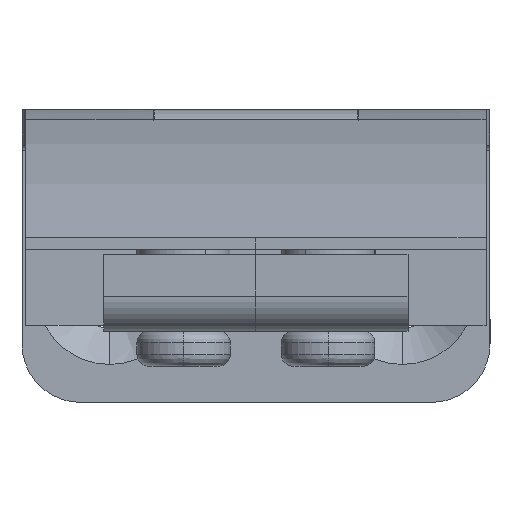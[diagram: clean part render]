
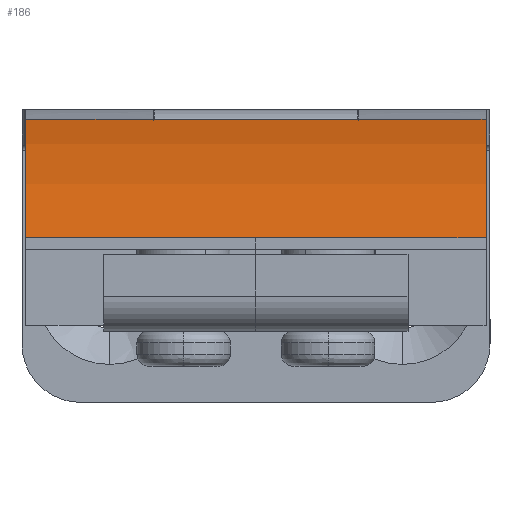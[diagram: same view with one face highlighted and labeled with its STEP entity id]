
A CAD part, left-side view. The second image highlights one B-rep face of the part: STEP entity #186.
In plain terms, the highlighted cylindrical face has radius 90.019 mm (diameter 180.039 mm), a partial arc.
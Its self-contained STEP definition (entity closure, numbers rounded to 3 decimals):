
#186=ADVANCED_FACE('',(#666),#8264,.F.);
#666=FACE_OUTER_BOUND('',#1160,.T.);
#1160=EDGE_LOOP('',(#2164,#2165,#2166,#2167,#2168,#2169,#2170));
#2164=ORIENTED_EDGE('',*,*,#4439,.F.);
#2165=ORIENTED_EDGE('',*,*,#4432,.F.);
#2166=ORIENTED_EDGE('',*,*,#4296,.T.);
#2167=ORIENTED_EDGE('',*,*,#4438,.F.);
#2168=ORIENTED_EDGE('',*,*,#4273,.T.);
#2169=ORIENTED_EDGE('',*,*,#4440,.F.);
#2170=ORIENTED_EDGE('',*,*,#4411,.F.);
#4273=EDGE_CURVE('',#7257,#7253,#6123,.T.);
#4296=EDGE_CURVE('',#7261,#7248,#5561,.T.);
#4411=EDGE_CURVE('',#7332,#7328,#6151,.T.);
#4432=EDGE_CURVE('',#7261,#7323,#5630,.T.);
#4438=EDGE_CURVE('',#7257,#7248,#6537,.T.);
#4439=EDGE_CURVE('',#7323,#7332,#6538,.T.);
#4440=EDGE_CURVE('',#7328,#7253,#6158,.T.);
#5561=B_SPLINE_CURVE_WITH_KNOTS('',1,(#11512,#11513,#11514,#11515),
 .UNSPECIFIED.,.F.,.F.,(2,1,1,2),(19.526,24.95,26.45,39.2),
 .UNSPECIFIED.);
#5630=B_SPLINE_CURVE_WITH_KNOTS('',1,(#11881,#11882,#11883,#11884),
 .UNSPECIFIED.,.F.,.F.,(2,1,1,2),(19.526,24.95,26.45,39.2),
 .UNSPECIFIED.);
#6123=(
BOUNDED_CURVE()
B_SPLINE_CURVE(3,(#11445,#11446,#11447,#11448),.UNSPECIFIED.,.F.,.F.)
B_SPLINE_CURVE_WITH_KNOTS((4,4),(-10.908,0.),.UNSPECIFIED.)
CURVE()
GEOMETRIC_REPRESENTATION_ITEM()
RATIONAL_B_SPLINE_CURVE((1.,1.,1.,1.))
REPRESENTATION_ITEM('')
);
#6151=(
BOUNDED_CURVE()
B_SPLINE_CURVE(3,(#11819,#11820,#11821,#11822),.UNSPECIFIED.,.F.,.F.)
B_SPLINE_CURVE_WITH_KNOTS((4,4),(-10.908,0.),.UNSPECIFIED.)
CURVE()
GEOMETRIC_REPRESENTATION_ITEM()
RATIONAL_B_SPLINE_CURVE((1.,1.,1.,1.))
REPRESENTATION_ITEM('')
);
#6158=(
BOUNDED_CURVE()
B_SPLINE_CURVE(3,(#11905,#11906,#11907,#11908),.UNSPECIFIED.,.F.,.F.)
B_SPLINE_CURVE_WITH_KNOTS((4,4),(10.908,28.439),
 .UNSPECIFIED.)
CURVE()
GEOMETRIC_REPRESENTATION_ITEM()
RATIONAL_B_SPLINE_CURVE((1.,1.,1.,1.))
REPRESENTATION_ITEM('')
);
#6537=TRIMMED_CURVE($,#6887,(#11900),(#11901),.T.,.CARTESIAN.);
#6538=TRIMMED_CURVE($,#6888,(#11903),(#11904),.T.,.CARTESIAN.);
#6887=CIRCLE('',#8725,90.019);
#6888=CIRCLE('',#8726,90.019);
#7248=VERTEX_POINT('',#10877);
#7253=VERTEX_POINT('',#10882);
#7257=VERTEX_POINT('',#10886);
#7261=VERTEX_POINT('',#10890);
#7323=VERTEX_POINT('',#10952);
#7328=VERTEX_POINT('',#10957);
#7332=VERTEX_POINT('',#10961);
#8264=CYLINDRICAL_SURFACE('',#8623,90.019);
#8623=AXIS2_PLACEMENT_3D('',#10696,#9408,$);
#8725=AXIS2_PLACEMENT_3D($,#11899,#9597,#9598);
#8726=AXIS2_PLACEMENT_3D($,#11902,#9599,#9600);
#9408=DIRECTION('',(0.,-1.,0.));
#9597=DIRECTION('',(0.,-1.,0.));
#9598=DIRECTION('',(-0.141,0.,0.99));
#9599=DIRECTION('',(0.,1.,0.));
#9600=DIRECTION('',(-0.48,0.,0.877));
#10696=CARTESIAN_POINT('',(-19.798,19.526,8.498));
#10877=CARTESIAN_POINT('',(-62.993,39.2,87.477));
#10882=CARTESIAN_POINT('',(-32.496,28.292,97.617));
#10886=CARTESIAN_POINT('',(-32.496,39.2,97.617));
#10890=CARTESIAN_POINT('',(-62.993,19.526,87.477));
#10952=CARTESIAN_POINT('',(-62.993,-0.147,87.477));
#10957=CARTESIAN_POINT('',(-32.496,10.761,97.617));
#10961=CARTESIAN_POINT('',(-32.496,-0.147,97.617));
#11445=CARTESIAN_POINT('',(-32.496,39.2,97.617));
#11446=CARTESIAN_POINT('',(-32.496,35.564,97.617));
#11447=CARTESIAN_POINT('',(-32.496,31.928,97.617));
#11448=CARTESIAN_POINT('',(-32.496,28.292,97.617));
#11512=CARTESIAN_POINT('',(-62.993,19.526,87.477));
#11513=CARTESIAN_POINT('',(-62.993,24.95,87.477));
#11514=CARTESIAN_POINT('',(-62.993,26.45,87.477));
#11515=CARTESIAN_POINT('',(-62.993,39.2,87.477));
#11819=CARTESIAN_POINT('',(-32.496,-0.147,97.617));
#11820=CARTESIAN_POINT('',(-32.496,3.489,97.617));
#11821=CARTESIAN_POINT('',(-32.496,7.125,97.617));
#11822=CARTESIAN_POINT('',(-32.496,10.761,97.617));
#11881=CARTESIAN_POINT('',(-62.993,19.526,87.477));
#11882=CARTESIAN_POINT('',(-62.993,14.103,87.477));
#11883=CARTESIAN_POINT('',(-62.993,12.603,87.477));
#11884=CARTESIAN_POINT('',(-62.993,-0.147,87.477));
#11899=CARTESIAN_POINT('',(-19.798,39.2,8.498));
#11900=CARTESIAN_POINT('',(-32.496,39.2,97.617));
#11901=CARTESIAN_POINT('',(-62.993,39.2,87.477));
#11902=CARTESIAN_POINT('',(-19.798,-0.147,8.498));
#11903=CARTESIAN_POINT('',(-62.993,-0.147,87.477));
#11904=CARTESIAN_POINT('',(-32.496,-0.147,97.617));
#11905=CARTESIAN_POINT('',(-32.496,10.761,97.617));
#11906=CARTESIAN_POINT('',(-32.496,16.605,97.617));
#11907=CARTESIAN_POINT('',(-32.496,22.448,97.617));
#11908=CARTESIAN_POINT('',(-32.496,28.292,97.617));
